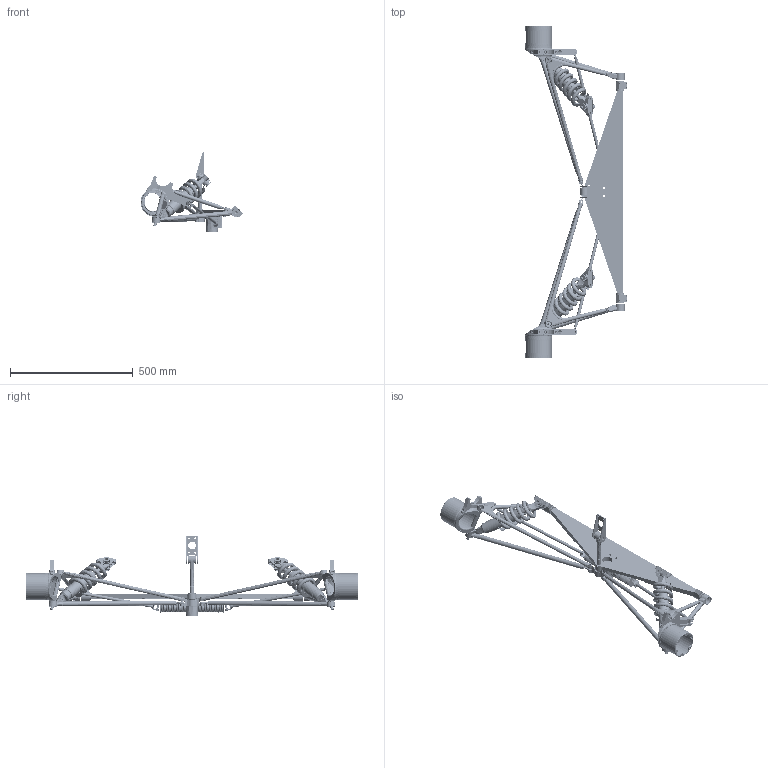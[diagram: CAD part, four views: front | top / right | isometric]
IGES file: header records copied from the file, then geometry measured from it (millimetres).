
Start section: START RECORD GO HERE.
Global section: file name: Front_suspension_GA_v01.igs; native system: IBM CATIA IGES - CATIA Version 5 Release 18 ; preprocessor: CATIA Version 5 Release 18 ; author: Administrator; organization: RIVERSIMPLE1; date: 20100218.173818; units: millimetre
Bounding box: 418.54 x 1352 x 324.45 mm (x, y, z)
Surface area: 1448668.4 mm2 (no closed solid volume)
Topology: 0 solids, 0 shells, 3953 faces, 19097 edges, 19009 vertices
Faces by surface type: revolution 1746, bspline 1535, plane 664, extrusion 8
